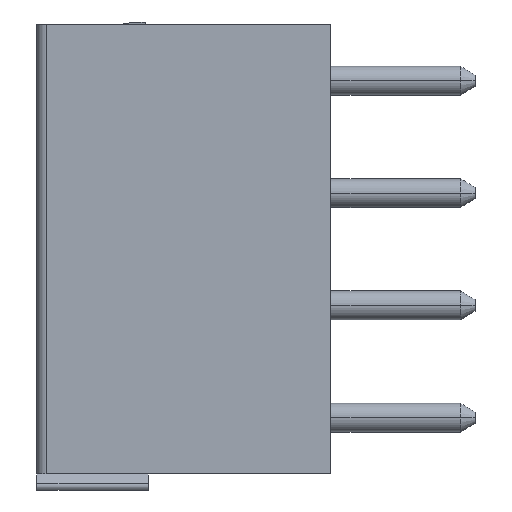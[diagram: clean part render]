
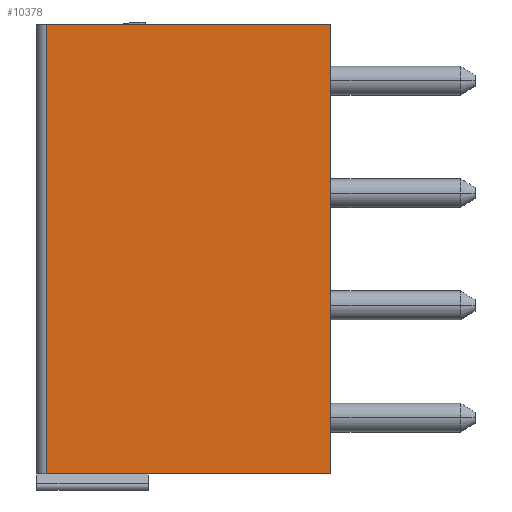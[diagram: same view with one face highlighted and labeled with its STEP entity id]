
A CAD part, left-side view. The second image highlights one B-rep face of the part: STEP entity #10378.
In plain terms, the highlighted planar face has unit normal (-1, 0, 0).
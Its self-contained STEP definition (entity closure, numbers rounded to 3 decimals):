
#50=DIRECTION('',(0.,1.,0.));
#51=VECTOR('',#50,8.85);
#52=CARTESIAN_POINT('',(-3.5,-4.575,-12.25));
#53=LINE('',#52,#51);
#1168=DIRECTION('',(0.,1.,0.));
#1169=VECTOR('',#1168,8.85);
#1170=CARTESIAN_POINT('',(-3.5,-4.575,1.75));
#1171=LINE('',#1170,#1169);
#2455=DIRECTION('',(0.,0.,-1.));
#2456=VECTOR('',#2455,14.);
#2457=CARTESIAN_POINT('',(-3.5,-4.575,1.75));
#2458=LINE('',#2457,#2456);
#3209=DIRECTION('',(0.,0.,-1.));
#3210=VECTOR('',#3209,14.);
#3211=CARTESIAN_POINT('',(-3.5,4.275,1.75));
#3212=LINE('',#3211,#3210);
#4777=CARTESIAN_POINT('',(-3.5,4.275,-12.25));
#4779=VERTEX_POINT('',#4777);
#4781=CARTESIAN_POINT('',(-3.5,-4.575,-12.25));
#4782=VERTEX_POINT('',#4781);
#4797=CARTESIAN_POINT('',(-3.5,4.275,1.75));
#4799=VERTEX_POINT('',#4797);
#4801=CARTESIAN_POINT('',(-3.5,-4.575,1.75));
#4802=VERTEX_POINT('',#4801);
#10366=CARTESIAN_POINT('',(-3.5,4.275,-12.25));
#10367=DIRECTION('',(-1.,0.,0.));
#10368=DIRECTION('',(0.,-1.,0.));
#10369=AXIS2_PLACEMENT_3D('',#10366,#10367,#10368);
#10370=PLANE('',#10369);
#10371=ORIENTED_EDGE('',*,*,#6198,.T.);
#10373=ORIENTED_EDGE('',*,*,#10372,.F.);
#10374=ORIENTED_EDGE('',*,*,#7586,.F.);
#10375=ORIENTED_EDGE('',*,*,#9289,.T.);
#10376=EDGE_LOOP('',(#10371,#10373,#10374,#10375));
#10377=FACE_OUTER_BOUND('',#10376,.F.);
#6198=EDGE_CURVE('',#4782,#4779,#53,.T.);
#7586=EDGE_CURVE('',#4802,#4799,#1171,.T.);
#9289=EDGE_CURVE('',#4802,#4782,#2458,.T.);
#10372=EDGE_CURVE('',#4799,#4779,#3212,.T.);
#10378=ADVANCED_FACE('',(#10377),#10370,.T.);
